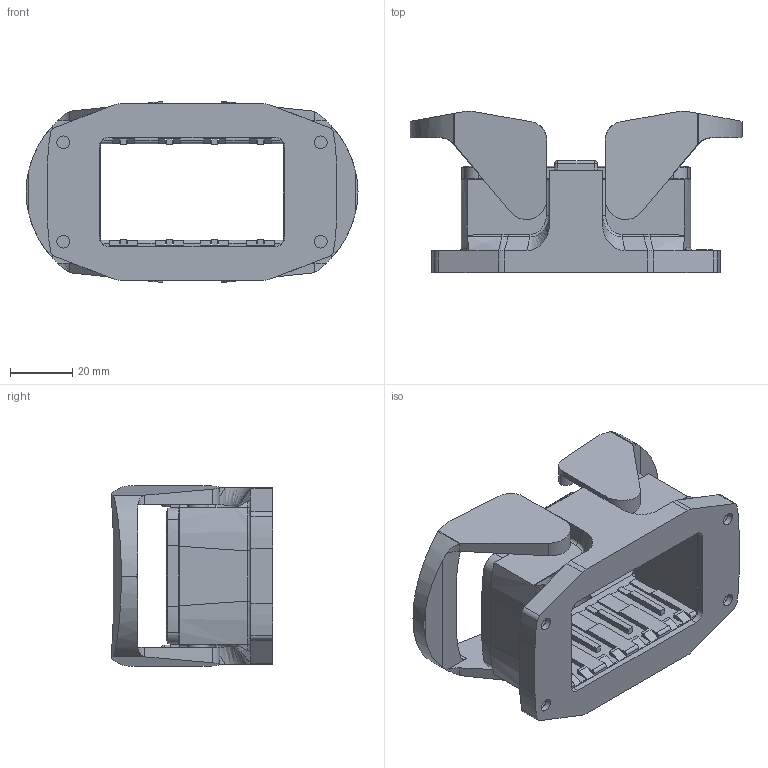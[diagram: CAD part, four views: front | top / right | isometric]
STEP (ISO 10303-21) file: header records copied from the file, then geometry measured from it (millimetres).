
FILE_DESCRIPTION(/* description */ (''),/* implementation_level */ '2;1');
FILE_NAME(/* name */ '100198171ugm000_c.stp',/* time_stamp */ '2017-11-24T13:18:44+01:00',/* author */ (''),/* organization */ (''),/* preprocessor_version */ 'ST-DEVELOPER v16',/* originating_system */ 'SIEMENS PLM Software NX 10.0',/* authorisation */ '');
FILE_SCHEMA (('AUTOMOTIVE_DESIGN { 1 0 10303 214 3 1 1 1 }'));
Length unit declared in the file: millimetre
Products named in the file (1): 100198171ugm000_c
Bounding box: 107 x 51.95 x 58.36 mm (x, y, z)
Volume: 81496.3 mm3; surface area: 34551.6 mm2
Topology: 3 solids, 3 shells, 622 faces, 1643 edges, 1059 vertices
Faces by surface type: plane 405, cylinder 120, bspline 97
Full cylindrical faces by diameter (mm): 0.377 x1, 0.493 x1, 4.1 x4, 4.4 x4, 6.8 x4, 7 x4
Entity records: 25042 total; most frequent: CARTESIAN_POINT 6738, ORIENTED_EDGE 3224, DIRECTION 2734, EDGE_CURVE 1612, LINE 1190, VECTOR 1190, VERTEX_POINT 1048, AXIS2_PLACEMENT_3D 772
